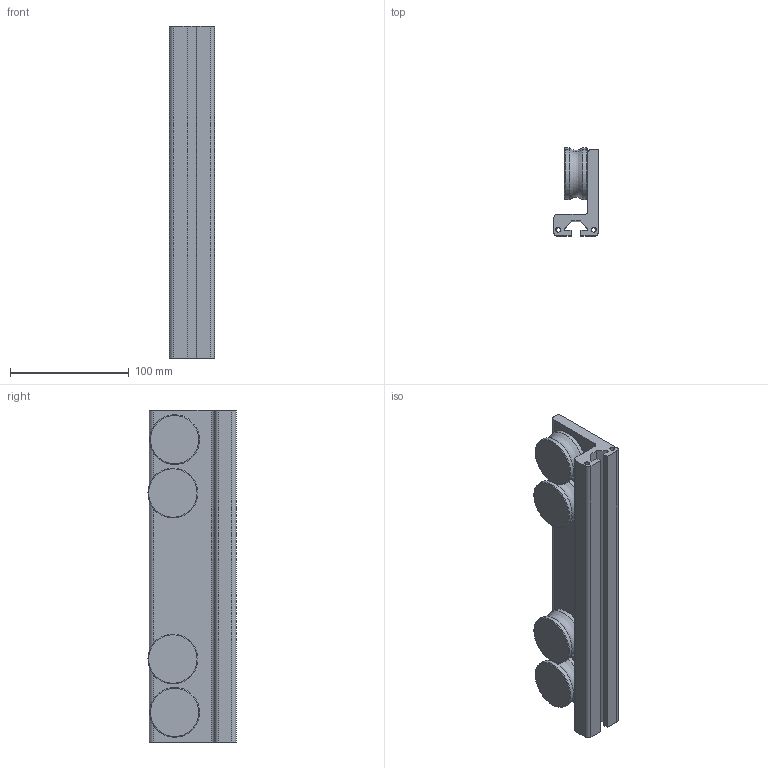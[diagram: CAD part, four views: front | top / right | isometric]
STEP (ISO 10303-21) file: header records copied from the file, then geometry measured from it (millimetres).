
FILE_DESCRIPTION((''),'2;1');
FILE_NAME('SL9003N.ipt.step','2007-09-10T15:14:37',(''),(''),'Autodesk Inventor 11','Autodesk Inventor 11','');
FILE_SCHEMA(('AUTOMOTIVE_DESIGN { 1 0 10303 214 1 1 1 1 }'));
Length unit declared in the file: millimetre
Products named in the file (1): SL9003N
Bounding box: 38 x 74.25 x 280 mm (x, y, z)
Volume: 375071.8 mm3; surface area: 101379.9 mm2
Topology: 5 solids, 5 shells, 54 faces, 118 edges, 74 vertices
Faces by surface type: plane 26, cylinder 14, torus 8, bspline 6
Full cylindrical faces by diameter (mm): 42 x8
Entity records: 1627 total; most frequent: CARTESIAN_POINT 503, DIRECTION 232, ORIENTED_EDGE 188, EDGE_CURVE 94, AXIS2_PLACEMENT_3D 89, EDGE_LOOP 80, VERTEX_POINT 72, FACE_OUTER_BOUND 54
